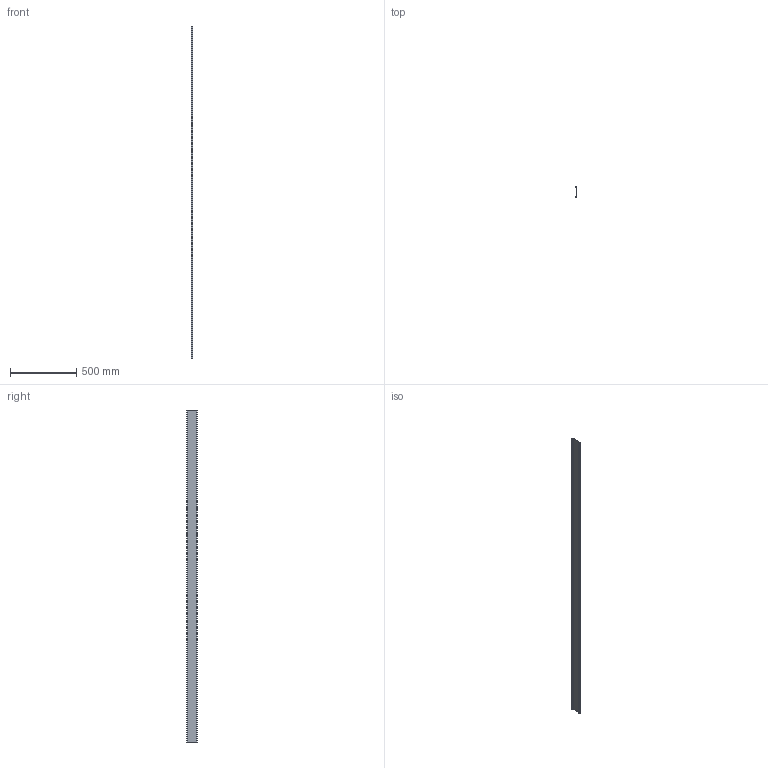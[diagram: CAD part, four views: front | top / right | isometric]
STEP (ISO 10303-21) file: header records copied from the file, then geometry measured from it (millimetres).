
FILE_DESCRIPTION((''),'2;1');
FILE_NAME('20016281P01','2023-06-28T16:20:28',('yoan.dehan'),('Wibe'),'CREO PARAMETRIC BY PTC INC, 2022484','CREO PARAMETRIC BY PTC INC, 2022484','');
FILE_SCHEMA(('CONFIG_CONTROL_DESIGN'));
Length unit declared in the file: millimetre
Products named in the file (1): 20016281P01
Bounding box: 12.4 x 79.03 x 2500 mm (x, y, z)
Volume: 218571.4 mm3; surface area: 550603.3 mm2
Topology: 1 solids, 1 shells, 86 faces, 172 edges, 88 vertices
Faces by surface type: plane 62, cylinder 24
Entity records: 2162 total; most frequent: DIRECTION 392, CARTESIAN_POINT 346, ORIENTED_EDGE 344, EDGE_CURVE 172, AXIS2_PLACEMENT_3D 134, VECTOR 124, LINE 124, VERTEX_POINT 88
